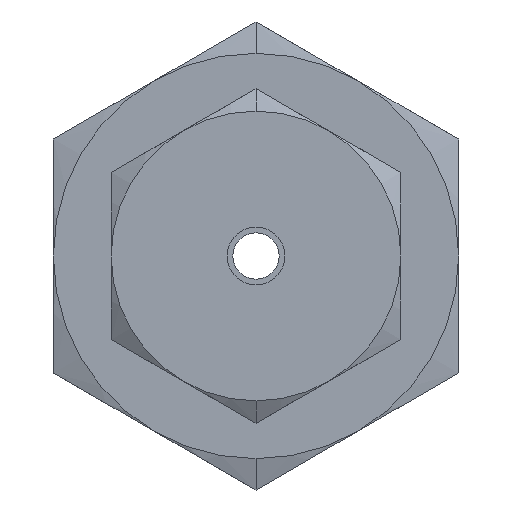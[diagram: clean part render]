
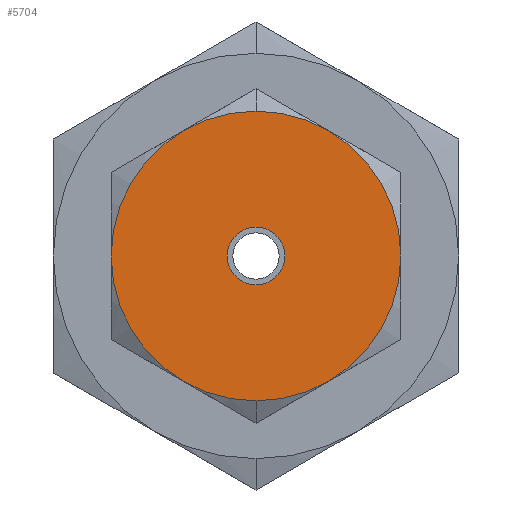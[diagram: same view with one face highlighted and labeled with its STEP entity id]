
A CAD part, left-side view. The second image highlights one B-rep face of the part: STEP entity #5704.
In plain terms, the highlighted planar face has unit normal (-1, 0, 0).
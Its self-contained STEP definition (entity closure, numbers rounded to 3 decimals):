
#622 = EDGE_CURVE ( 'NONE', #5503, #847, #3976, .T. ) ;
#650 = DIRECTION ( 'NONE',  ( 1., 0., 0. ) ) ;
#786 = CARTESIAN_POINT ( 'NONE',  ( 0., 0., 0. ) ) ;
#825 = DIRECTION ( 'NONE',  ( 1., 0., 0. ) ) ;
#847 = VERTEX_POINT ( 'NONE', #2435 ) ;
#963 = EDGE_LOOP ( 'NONE', ( #3720, #6185 ) ) ;
#1126 = CARTESIAN_POINT ( 'NONE',  ( 0., 0., -0.79 ) ) ;
#1196 = VERTEX_POINT ( 'NONE', #1126 ) ;
#1223 = AXIS2_PLACEMENT_3D ( 'NONE', #4199, #3680, #5405 ) ;
#1305 = CARTESIAN_POINT ( 'NONE',  ( 0., 0., -3.97 ) ) ;
#1349 = DIRECTION ( 'NONE',  ( 1., 0., 0. ) ) ;
#1488 = DIRECTION ( 'NONE',  ( 0., 0., 1. ) ) ;
#2056 = PLANE ( 'NONE',  #5747 ) ;
#2059 = CIRCLE ( 'NONE', #7363, 0.79 ) ;
#2138 = EDGE_CURVE ( 'NONE', #5413, #1196, #4831, .T. ) ;
#2249 = ORIENTED_EDGE ( 'NONE', *, *, #622, .F. ) ;
#2406 = DIRECTION ( 'NONE',  ( 0., 0., -1. ) ) ;
#2435 = CARTESIAN_POINT ( 'NONE',  ( 0., 0., 3.97 ) ) ;
#2627 = FACE_BOUND ( 'NONE', #963, .T. ) ;
#2797 = EDGE_CURVE ( 'NONE', #1196, #5413, #2059, .T. ) ;
#2942 = CARTESIAN_POINT ( 'NONE',  ( 0., 0., 0.79 ) ) ;
#3023 = DIRECTION ( 'NONE',  ( 0., 0., -1. ) ) ;
#3131 = CARTESIAN_POINT ( 'NONE',  ( 0., 0., 0. ) ) ;
#3566 = DIRECTION ( 'NONE',  ( 0., 0., 1. ) ) ;
#3680 = DIRECTION ( 'NONE',  ( 1., 0., 0. ) ) ;
#3720 = ORIENTED_EDGE ( 'NONE', *, *, #2797, .T. ) ;
#3976 = CIRCLE ( 'NONE', #4095, 3.97 ) ;
#4095 = AXIS2_PLACEMENT_3D ( 'NONE', #3131, #1349, #2406 ) ;
#4199 = CARTESIAN_POINT ( 'NONE',  ( 0., 0., 0. ) ) ;
#4364 = CARTESIAN_POINT ( 'NONE',  ( 0., 0., 1.985 ) ) ;
#4831 = CIRCLE ( 'NONE', #1223, 0.79 ) ;
#5397 = CARTESIAN_POINT ( 'NONE',  ( 0., 0., 0. ) ) ;
#5401 = CIRCLE ( 'NONE', #6262, 3.97 ) ;
#5405 = DIRECTION ( 'NONE',  ( 0., 0., 1. ) ) ;
#5413 = VERTEX_POINT ( 'NONE', #2942 ) ;
#5503 = VERTEX_POINT ( 'NONE', #1305 ) ;
#5611 = ORIENTED_EDGE ( 'NONE', *, *, #6270, .F. ) ;
#5704 = ADVANCED_FACE ( 'NONE', ( #2627, #7225 ), #2056, .T. ) ;
#5738 = EDGE_LOOP ( 'NONE', ( #5611, #2249 ) ) ;
#5747 = AXIS2_PLACEMENT_3D ( 'NONE', #4364, #6673, #1488 ) ;
#6185 = ORIENTED_EDGE ( 'NONE', *, *, #2138, .T. ) ;
#6262 = AXIS2_PLACEMENT_3D ( 'NONE', #5397, #650, #3566 ) ;
#6270 = EDGE_CURVE ( 'NONE', #847, #5503, #5401, .T. ) ;
#6673 = DIRECTION ( 'NONE',  ( -1., 0., 0. ) ) ;
#7225 = FACE_OUTER_BOUND ( 'NONE', #5738, .T. ) ;
#7363 = AXIS2_PLACEMENT_3D ( 'NONE', #786, #825, #3023 ) ;
